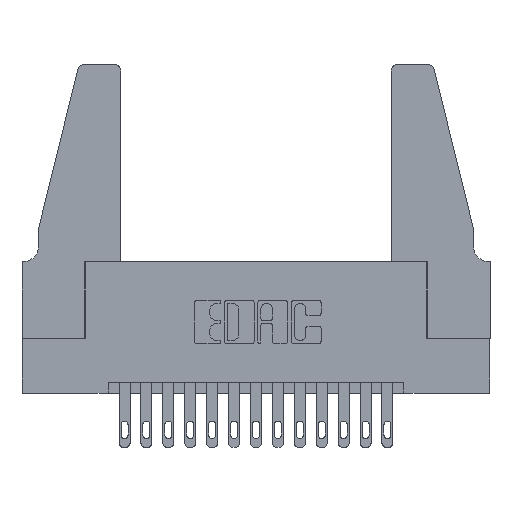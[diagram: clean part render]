
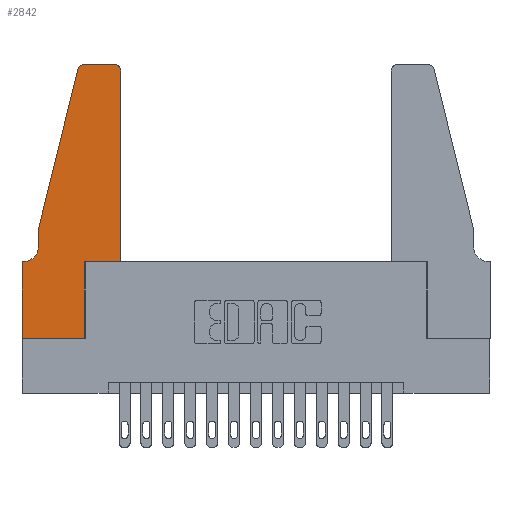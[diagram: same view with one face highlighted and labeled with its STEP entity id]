
A CAD part, top view. The second image highlights one B-rep face of the part: STEP entity #2842.
In plain terms, the highlighted planar face has unit normal (0, 0, 1).
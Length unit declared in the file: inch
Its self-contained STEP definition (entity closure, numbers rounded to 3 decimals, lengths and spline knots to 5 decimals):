
#64 = CARTESIAN_POINT ( 'NONE',  ( 0.0055, 0.42, 0.37 ) ) ;
#83 = VECTOR ( 'NONE', #13234, 39.37008 ) ;
#157 = DIRECTION ( 'NONE',  ( 0., -1., 0. ) ) ;
#364 = ORIENTED_EDGE ( 'NONE', *, *, #6017, .T. ) ;
#369 = EDGE_CURVE ( 'NONE', #10066, #1635, #1861, .T. ) ;
#483 = AXIS2_PLACEMENT_3D ( 'NONE', #64, #2339, #12745 ) ;
#579 = CARTESIAN_POINT ( 'NONE',  ( 0.25487, 1.22718, 0.37 ) ) ;
#610 = AXIS2_PLACEMENT_3D ( 'NONE', #9543, #2139, #5912 ) ;
#753 = EDGE_CURVE ( 'NONE', #11652, #15573, #8524, .T. ) ;
#918 = VERTEX_POINT ( 'NONE', #6653 ) ;
#1144 = ORIENTED_EDGE ( 'NONE', *, *, #2375, .T. ) ;
#1155 = VERTEX_POINT ( 'NONE', #13929 ) ;
#1322 = CARTESIAN_POINT ( 'NONE',  ( 0.4505, 1.22, 0.37 ) ) ;
#1375 = VERTEX_POINT ( 'NONE', #5926 ) ;
#1477 = CARTESIAN_POINT ( 'NONE',  ( 0.2605, 1.25, 0.37 ) ) ;
#1591 = LINE ( 'NONE', #10508, #1799 ) ;
#1596 = VECTOR ( 'NONE', #157, 39.37008 ) ;
#1635 = VERTEX_POINT ( 'NONE', #12785 ) ;
#1799 = VECTOR ( 'NONE', #15406, 39.37008 ) ;
#1856 = LINE ( 'NONE', #13705, #4415 ) ;
#1861 = LINE ( 'NONE', #4398, #83 ) ;
#1934 = EDGE_CURVE ( 'NONE', #1375, #13638, #7086, .T. ) ;
#1955 = VECTOR ( 'NONE', #9353, 39.37008 ) ;
#2139 = DIRECTION ( 'NONE',  ( 0., 0., 1. ) ) ;
#2339 = DIRECTION ( 'NONE',  ( 0., 0., -1. ) ) ;
#2375 = EDGE_CURVE ( 'NONE', #7042, #10066, #13903, .T. ) ;
#2738 = DIRECTION ( 'NONE',  ( -1., 0., 0. ) ) ;
#2842 = ADVANCED_FACE ( 'NONE', ( #3554 ), #8380, .T. ) ;
#3180 = ORIENTED_EDGE ( 'NONE', *, *, #14235, .T. ) ;
#3554 = FACE_OUTER_BOUND ( 'NONE', #12795, .T. ) ;
#3605 = ORIENTED_EDGE ( 'NONE', *, *, #3747, .T. ) ;
#3720 = EDGE_CURVE ( 'NONE', #12888, #1155, #11545, .T. ) ;
#3747 = EDGE_CURVE ( 'NONE', #15573, #1375, #11172, .T. ) ;
#3814 = ORIENTED_EDGE ( 'NONE', *, *, #753, .T. ) ;
#3948 = CARTESIAN_POINT ( 'NONE',  ( 0.0755, 0.42, 0.37 ) ) ;
#4039 = CARTESIAN_POINT ( 'NONE',  ( 0.2865, 0.35, 0.37 ) ) ;
#4134 = DIRECTION ( 'NONE',  ( 1., 0., 0. ) ) ;
#4398 = CARTESIAN_POINT ( 'NONE',  ( 0., 0., 0.37 ) ) ;
#4415 = VECTOR ( 'NONE', #16213, 39.37008 ) ;
#5716 = CARTESIAN_POINT ( 'NONE',  ( 0.4205, 1.22, 0.37 ) ) ;
#5912 = DIRECTION ( 'NONE',  ( 1., 0., 0. ) ) ;
#5926 = CARTESIAN_POINT ( 'NONE',  ( 0.284, 1.25, 0.37 ) ) ;
#5942 = ORIENTED_EDGE ( 'NONE', *, *, #3720, .T. ) ;
#6017 = EDGE_CURVE ( 'NONE', #1155, #11652, #12442, .T. ) ;
#6653 = CARTESIAN_POINT ( 'NONE',  ( 0.0055, 0.35, 0.37 ) ) ;
#6849 = VECTOR ( 'NONE', #12912, 39.37008 ) ;
#6989 = AXIS2_PLACEMENT_3D ( 'NONE', #5716, #7436, #9245 ) ;
#7032 = CIRCLE ( 'NONE', #483, 0.07 ) ;
#7042 = VERTEX_POINT ( 'NONE', #16143 ) ;
#7086 = CIRCLE ( 'NONE', #15263, 0.03 ) ;
#7147 = EDGE_CURVE ( 'NONE', #918, #7042, #11373, .T. ) ;
#7436 = DIRECTION ( 'NONE',  ( 0., 0., 1. ) ) ;
#7702 = EDGE_CURVE ( 'NONE', #8245, #918, #7032, .T. ) ;
#8022 = ORIENTED_EDGE ( 'NONE', *, *, #1934, .T. ) ;
#8042 = VECTOR ( 'NONE', #2738, 39.37008 ) ;
#8200 = DIRECTION ( 'NONE',  ( 0., 1., 0. ) ) ;
#8245 = VERTEX_POINT ( 'NONE', #3948 ) ;
#8337 = LINE ( 'NONE', #9313, #13404 ) ;
#8380 = PLANE ( 'NONE',  #610 ) ;
#8524 = CIRCLE ( 'NONE', #6989, 0.03 ) ;
#9245 = DIRECTION ( 'NONE',  ( 1., 0., 0. ) ) ;
#9313 = CARTESIAN_POINT ( 'NONE',  ( 0.0755, 0.5, 0.37 ) ) ;
#9353 = DIRECTION ( 'NONE',  ( -1., 0., 0. ) ) ;
#9543 = CARTESIAN_POINT ( 'NONE',  ( 0., 0.35, 0.37 ) ) ;
#10004 = CARTESIAN_POINT ( 'NONE',  ( 0.0755, 0.5, 0.37 ) ) ;
#10066 = VERTEX_POINT ( 'NONE', #11079 ) ;
#10260 = CARTESIAN_POINT ( 'NONE',  ( 0., 0., 0.37 ) ) ;
#10508 = CARTESIAN_POINT ( 'NONE',  ( 0.2865, 0.35, 0.37 ) ) ;
#11079 = CARTESIAN_POINT ( 'NONE',  ( 0., 0., 0.37 ) ) ;
#11172 = LINE ( 'NONE', #1477, #1955 ) ;
#11323 = ORIENTED_EDGE ( 'NONE', *, *, #13950, .T. ) ;
#11373 = LINE ( 'NONE', #11541, #8042 ) ;
#11541 = CARTESIAN_POINT ( 'NONE',  ( 0.0755, 0.35, 0.37 ) ) ;
#11545 = LINE ( 'NONE', #12700, #6849 ) ;
#11621 = CARTESIAN_POINT ( 'NONE',  ( 0.284, 1.22, 0.37 ) ) ;
#11632 = VERTEX_POINT ( 'NONE', #10004 ) ;
#11652 = VERTEX_POINT ( 'NONE', #1322 ) ;
#12442 = LINE ( 'NONE', #14405, #12827 ) ;
#12700 = CARTESIAN_POINT ( 'NONE',  ( 0.4505, 0.35, 0.37 ) ) ;
#12745 = DIRECTION ( 'NONE',  ( -1., 0., 0. ) ) ;
#12785 = CARTESIAN_POINT ( 'NONE',  ( 0.2865, 0., 0.37 ) ) ;
#12795 = EDGE_LOOP ( 'NONE', ( #3605, #8022, #11323, #3180, #15827, #12841, #1144, #12921, #12937, #5942, #364, #3814 ) ) ;
#12827 = VECTOR ( 'NONE', #8200, 39.37008 ) ;
#12841 = ORIENTED_EDGE ( 'NONE', *, *, #7147, .T. ) ;
#12888 = VERTEX_POINT ( 'NONE', #4039 ) ;
#12912 = DIRECTION ( 'NONE',  ( 1., 0., 0. ) ) ;
#12921 = ORIENTED_EDGE ( 'NONE', *, *, #369, .T. ) ;
#12937 = ORIENTED_EDGE ( 'NONE', *, *, #15793, .T. ) ;
#13234 = DIRECTION ( 'NONE',  ( 1., 0., 0. ) ) ;
#13404 = VECTOR ( 'NONE', #14462, 39.37008 ) ;
#13503 = CARTESIAN_POINT ( 'NONE',  ( 0.4205, 1.25, 0.37 ) ) ;
#13638 = VERTEX_POINT ( 'NONE', #579 ) ;
#13705 = CARTESIAN_POINT ( 'NONE',  ( 0.0755, 0.5, 0.37 ) ) ;
#13903 = LINE ( 'NONE', #10260, #1596 ) ;
#13929 = CARTESIAN_POINT ( 'NONE',  ( 0.4505, 0.35, 0.37 ) ) ;
#13950 = EDGE_CURVE ( 'NONE', #13638, #11632, #8337, .T. ) ;
#13961 = DIRECTION ( 'NONE',  ( 0., 0., 1. ) ) ;
#14235 = EDGE_CURVE ( 'NONE', #11632, #8245, #1856, .T. ) ;
#14405 = CARTESIAN_POINT ( 'NONE',  ( 0.4505, 0.35, 0.37 ) ) ;
#14462 = DIRECTION ( 'NONE',  ( -0.239, -0.971, 0. ) ) ;
#15263 = AXIS2_PLACEMENT_3D ( 'NONE', #11621, #13961, #4134 ) ;
#15406 = DIRECTION ( 'NONE',  ( 0., 1., 0. ) ) ;
#15573 = VERTEX_POINT ( 'NONE', #13503 ) ;
#15793 = EDGE_CURVE ( 'NONE', #1635, #12888, #1591, .T. ) ;
#15827 = ORIENTED_EDGE ( 'NONE', *, *, #7702, .T. ) ;
#16143 = CARTESIAN_POINT ( 'NONE',  ( 0., 0.35, 0.37 ) ) ;
#16213 = DIRECTION ( 'NONE',  ( 0., -1., 0. ) ) ;
